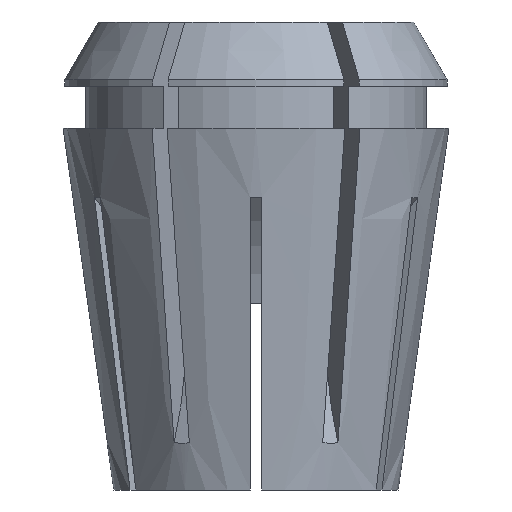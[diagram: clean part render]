
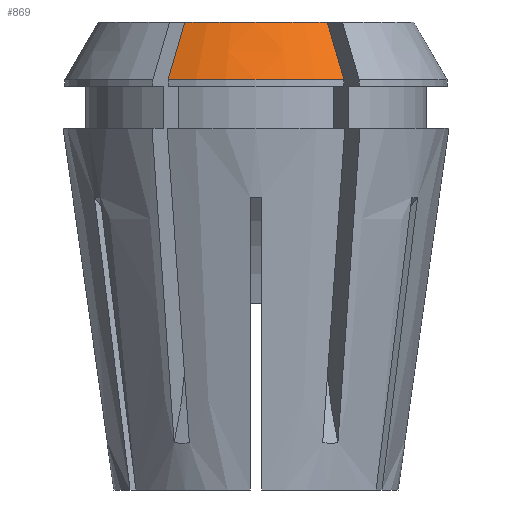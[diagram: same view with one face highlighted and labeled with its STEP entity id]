
A CAD part, front view. The second image highlights one B-rep face of the part: STEP entity #869.
In plain terms, the highlighted conical face has half-angle 30 degrees and reference radius 16.35 mm.
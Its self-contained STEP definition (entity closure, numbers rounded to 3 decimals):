
#79 = CARTESIAN_POINT ( 'NONE',  ( 0., 0., 35.063 ) ) ;
#149 = ORIENTED_EDGE ( 'NONE', *, *, #921, .T. ) ;
#225 = CARTESIAN_POINT ( 'NONE',  ( 6.566, -12.872, 38.354 ) ) ;
#642 = VERTEX_POINT ( 'NONE', #3216 ) ;
#699 = AXIS2_PLACEMENT_3D ( 'NONE', #1374, #3249, #2644 ) ;
#851 = EDGE_CURVE ( 'NONE', #3281, #642, #3432, .T. ) ;
#869 = ADVANCED_FACE ( 'NONE', ( #1681 ), #3317, .T. ) ;
#921 = EDGE_CURVE ( 'NONE', #1478, #1182, #1880, .T. ) ;
#938 = B_SPLINE_CURVE_WITH_KNOTS ( 'NONE', 3,
 ( #1025, #225, #1781, #3371 ),
 .UNSPECIFIED., .F., .F.,
 ( 4, 4 ),
 ( 0., 0.006 ),
 .UNSPECIFIED. ) ;
#1025 = CARTESIAN_POINT ( 'NONE',  ( 6.09, -12.048, 40. ) ) ;
#1039 = CARTESIAN_POINT ( 'NONE',  ( 6.09, -12.048, 40. ) ) ;
#1182 = VERTEX_POINT ( 'NONE', #1734 ) ;
#1312 = DIRECTION ( 'NONE',  ( -1., 0., 0. ) ) ;
#1374 = CARTESIAN_POINT ( 'NONE',  ( 0., 0., 40. ) ) ;
#1478 = VERTEX_POINT ( 'NONE', #1039 ) ;
#1497 = EDGE_LOOP ( 'NONE', ( #149, #3795, #2934, #3319 ) ) ;
#1512 = CARTESIAN_POINT ( 'NONE',  ( -7.041, -13.696, 36.709 ) ) ;
#1613 = AXIS2_PLACEMENT_3D ( 'NONE', #79, #2584, #2888 ) ;
#1671 = CARTESIAN_POINT ( 'NONE',  ( 0., 0., 35.063 ) ) ;
#1681 = FACE_OUTER_BOUND ( 'NONE', #1497, .T. ) ;
#1734 = CARTESIAN_POINT ( 'NONE',  ( -6.09, -12.048, 40. ) ) ;
#1781 = CARTESIAN_POINT ( 'NONE',  ( 7.041, -13.696, 36.709 ) ) ;
#1818 = AXIS2_PLACEMENT_3D ( 'NONE', #1671, #1994, #1312 ) ;
#1854 = CARTESIAN_POINT ( 'NONE',  ( -7.517, -14.52, 35.063 ) ) ;
#1876 = EDGE_CURVE ( 'NONE', #1478, #3281, #938, .T. ) ;
#1880 = CIRCLE ( 'NONE', #699, 13.499 ) ;
#1884 = CARTESIAN_POINT ( 'NONE',  ( -6.09, -12.048, 40. ) ) ;
#1994 = DIRECTION ( 'NONE',  ( 0., 0., -1. ) ) ;
#2155 = B_SPLINE_CURVE_WITH_KNOTS ( 'NONE', 3,
 ( #1884, #3368, #1512, #1854 ),
 .UNSPECIFIED., .F., .F.,
 ( 4, 4 ),
 ( 0., 0.006 ),
 .UNSPECIFIED. ) ;
#2584 = DIRECTION ( 'NONE',  ( 0., 0., -1. ) ) ;
#2631 = EDGE_CURVE ( 'NONE', #1182, #642, #2155, .T. ) ;
#2644 = DIRECTION ( 'NONE',  ( -1., 0., 0. ) ) ;
#2888 = DIRECTION ( 'NONE',  ( -1., 0., 0. ) ) ;
#2934 = ORIENTED_EDGE ( 'NONE', *, *, #851, .F. ) ;
#3038 = CARTESIAN_POINT ( 'NONE',  ( 7.517, -14.52, 35.063 ) ) ;
#3216 = CARTESIAN_POINT ( 'NONE',  ( -7.517, -14.52, 35.063 ) ) ;
#3249 = DIRECTION ( 'NONE',  ( 0., 0., -1. ) ) ;
#3281 = VERTEX_POINT ( 'NONE', #3038 ) ;
#3317 = CONICAL_SURFACE ( 'NONE', #1818, 16.35, 0.524 ) ;
#3319 = ORIENTED_EDGE ( 'NONE', *, *, #1876, .F. ) ;
#3368 = CARTESIAN_POINT ( 'NONE',  ( -6.566, -12.872, 38.354 ) ) ;
#3371 = CARTESIAN_POINT ( 'NONE',  ( 7.517, -14.52, 35.063 ) ) ;
#3432 = CIRCLE ( 'NONE', #1613, 16.35 ) ;
#3795 = ORIENTED_EDGE ( 'NONE', *, *, #2631, .T. ) ;
